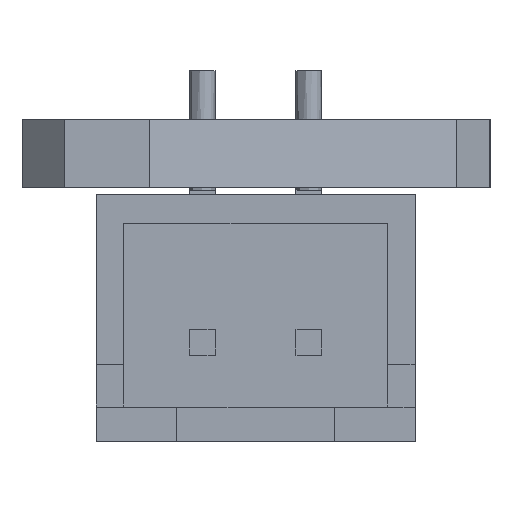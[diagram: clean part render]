
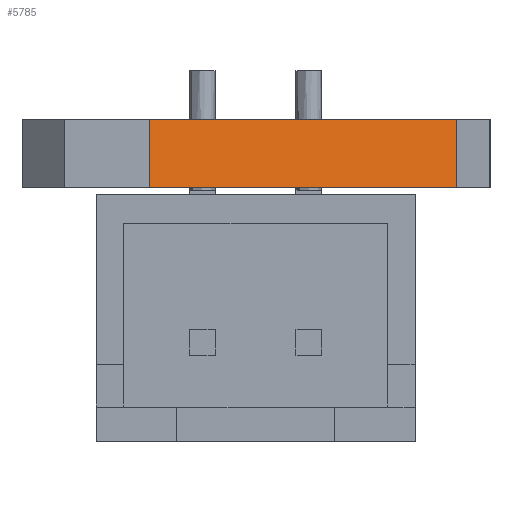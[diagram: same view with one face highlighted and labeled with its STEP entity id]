
A CAD part, left-side view. The second image highlights one B-rep face of the part: STEP entity #5785.
In plain terms, the highlighted planar face has unit normal (-0.925, -0.38, 0).
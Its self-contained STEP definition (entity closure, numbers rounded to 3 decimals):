
#3878 = PLANE('',#3879);
#3879 = AXIS2_PLACEMENT_3D('',#3880,#3881,#3882);
#3880 = CARTESIAN_POINT('',(168.09,-32.645,1.6));
#3881 = DIRECTION('',(0.,0.,1.));
#3882 = DIRECTION('',(1.,0.,-0.));
#3932 = PLANE('',#3933);
#3933 = AXIS2_PLACEMENT_3D('',#3934,#3935,#3936);
#3934 = CARTESIAN_POINT('',(168.09,-32.645,0.));
#3935 = DIRECTION('',(0.,0.,1.));
#3936 = DIRECTION('',(1.,0.,-0.));
#4063 = PLANE('',#4064);
#4064 = AXIS2_PLACEMENT_3D('',#4065,#4066,#4067);
#4065 = CARTESIAN_POINT('',(13.09,-28.145,0.));
#4066 = DIRECTION('',(1.,0.,-0.));
#4067 = DIRECTION('',(0.,-1.,0.));
#4102 = VERTEX_POINT('',#4103);
#4103 = CARTESIAN_POINT('',(13.09,-30.145,0.));
#4124 = EDGE_CURVE('',#4102,#4125,#4127,.T.);
#4125 = VERTEX_POINT('',#4126);
#4126 = CARTESIAN_POINT('',(16.06,-37.365,0.));
#4127 = SURFACE_CURVE('',#4128,(#4132,#4139),.PCURVE_S1.);
#4128 = LINE('',#4129,#4130);
#4129 = CARTESIAN_POINT('',(13.09,-30.145,0.));
#4130 = VECTOR('',#4131,1.);
#4131 = DIRECTION('',(0.38,-0.925,0.));
#4132 = PCURVE('',#3932,#4133);
#4133 = DEFINITIONAL_REPRESENTATION('',(#4134),#4138);
#4134 = LINE('',#4135,#4136);
#4135 = CARTESIAN_POINT('',(-155.,2.5));
#4136 = VECTOR('',#4137,1.);
#4137 = DIRECTION('',(0.38,-0.925));
#4138 = ( GEOMETRIC_REPRESENTATION_CONTEXT(2) 
PARAMETRIC_REPRESENTATION_CONTEXT() REPRESENTATION_CONTEXT('2D SPACE',''
  ) );
#4139 = PCURVE('',#4140,#4145);
#4140 = PLANE('',#4141);
#4141 = AXIS2_PLACEMENT_3D('',#4142,#4143,#4144);
#4142 = CARTESIAN_POINT('',(13.09,-30.145,0.));
#4143 = DIRECTION('',(0.925,0.38,-0.));
#4144 = DIRECTION('',(0.38,-0.925,0.));
#4145 = DEFINITIONAL_REPRESENTATION('',(#4146),#4150);
#4146 = LINE('',#4147,#4148);
#4147 = CARTESIAN_POINT('',(0.,0.));
#4148 = VECTOR('',#4149,1.);
#4149 = DIRECTION('',(1.,0.));
#4150 = ( GEOMETRIC_REPRESENTATION_CONTEXT(2) 
PARAMETRIC_REPRESENTATION_CONTEXT() REPRESENTATION_CONTEXT('2D SPACE',''
  ) );
#4168 = PLANE('',#4169);
#4169 = AXIS2_PLACEMENT_3D('',#4170,#4171,#4172);
#4170 = CARTESIAN_POINT('',(16.06,-37.365,0.));
#4171 = DIRECTION('',(0.604,0.797,-0.));
#4172 = DIRECTION('',(0.797,-0.604,0.));
#4974 = VERTEX_POINT('',#4975);
#4975 = CARTESIAN_POINT('',(13.09,-30.145,1.6));
#4996 = EDGE_CURVE('',#4974,#4997,#4999,.T.);
#4997 = VERTEX_POINT('',#4998);
#4998 = CARTESIAN_POINT('',(16.06,-37.365,1.6));
#4999 = SURFACE_CURVE('',#5000,(#5004,#5011),.PCURVE_S1.);
#5000 = LINE('',#5001,#5002);
#5001 = CARTESIAN_POINT('',(13.09,-30.145,1.6));
#5002 = VECTOR('',#5003,1.);
#5003 = DIRECTION('',(0.38,-0.925,0.));
#5004 = PCURVE('',#3878,#5005);
#5005 = DEFINITIONAL_REPRESENTATION('',(#5006),#5010);
#5006 = LINE('',#5007,#5008);
#5007 = CARTESIAN_POINT('',(-155.,2.5));
#5008 = VECTOR('',#5009,1.);
#5009 = DIRECTION('',(0.38,-0.925));
#5010 = ( GEOMETRIC_REPRESENTATION_CONTEXT(2) 
PARAMETRIC_REPRESENTATION_CONTEXT() REPRESENTATION_CONTEXT('2D SPACE',''
  ) );
#5011 = PCURVE('',#4140,#5012);
#5012 = DEFINITIONAL_REPRESENTATION('',(#5013),#5017);
#5013 = LINE('',#5014,#5015);
#5014 = CARTESIAN_POINT('',(0.,-1.6));
#5015 = VECTOR('',#5016,1.);
#5016 = DIRECTION('',(1.,0.));
#5017 = ( GEOMETRIC_REPRESENTATION_CONTEXT(2) 
PARAMETRIC_REPRESENTATION_CONTEXT() REPRESENTATION_CONTEXT('2D SPACE',''
  ) );
#5737 = EDGE_CURVE('',#4102,#4974,#5738,.T.);
#5738 = SURFACE_CURVE('',#5739,(#5743,#5750),.PCURVE_S1.);
#5739 = LINE('',#5740,#5741);
#5740 = CARTESIAN_POINT('',(13.09,-30.145,0.));
#5741 = VECTOR('',#5742,1.);
#5742 = DIRECTION('',(0.,0.,1.));
#5743 = PCURVE('',#4063,#5744);
#5744 = DEFINITIONAL_REPRESENTATION('',(#5745),#5749);
#5745 = LINE('',#5746,#5747);
#5746 = CARTESIAN_POINT('',(2.,0.));
#5747 = VECTOR('',#5748,1.);
#5748 = DIRECTION('',(0.,-1.));
#5749 = ( GEOMETRIC_REPRESENTATION_CONTEXT(2) 
PARAMETRIC_REPRESENTATION_CONTEXT() REPRESENTATION_CONTEXT('2D SPACE',''
  ) );
#5750 = PCURVE('',#4140,#5751);
#5751 = DEFINITIONAL_REPRESENTATION('',(#5752),#5756);
#5752 = LINE('',#5753,#5754);
#5753 = CARTESIAN_POINT('',(0.,0.));
#5754 = VECTOR('',#5755,1.);
#5755 = DIRECTION('',(0.,-1.));
#5756 = ( GEOMETRIC_REPRESENTATION_CONTEXT(2) 
PARAMETRIC_REPRESENTATION_CONTEXT() REPRESENTATION_CONTEXT('2D SPACE',''
  ) );
#5785 = ADVANCED_FACE('',(#5786),#4140,.F.);
#5786 = FACE_BOUND('',#5787,.F.);
#5787 = EDGE_LOOP('',(#5788,#5789,#5790,#5811));
#5788 = ORIENTED_EDGE('',*,*,#5737,.T.);
#5789 = ORIENTED_EDGE('',*,*,#4996,.T.);
#5790 = ORIENTED_EDGE('',*,*,#5791,.F.);
#5791 = EDGE_CURVE('',#4125,#4997,#5792,.T.);
#5792 = SURFACE_CURVE('',#5793,(#5797,#5804),.PCURVE_S1.);
#5793 = LINE('',#5794,#5795);
#5794 = CARTESIAN_POINT('',(16.06,-37.365,0.));
#5795 = VECTOR('',#5796,1.);
#5796 = DIRECTION('',(0.,0.,1.));
#5797 = PCURVE('',#4140,#5798);
#5798 = DEFINITIONAL_REPRESENTATION('',(#5799),#5803);
#5799 = LINE('',#5800,#5801);
#5800 = CARTESIAN_POINT('',(7.807,0.));
#5801 = VECTOR('',#5802,1.);
#5802 = DIRECTION('',(0.,-1.));
#5803 = ( GEOMETRIC_REPRESENTATION_CONTEXT(2) 
PARAMETRIC_REPRESENTATION_CONTEXT() REPRESENTATION_CONTEXT('2D SPACE',''
  ) );
#5804 = PCURVE('',#4168,#5805);
#5805 = DEFINITIONAL_REPRESENTATION('',(#5806),#5810);
#5806 = LINE('',#5807,#5808);
#5807 = CARTESIAN_POINT('',(0.,0.));
#5808 = VECTOR('',#5809,1.);
#5809 = DIRECTION('',(0.,-1.));
#5810 = ( GEOMETRIC_REPRESENTATION_CONTEXT(2) 
PARAMETRIC_REPRESENTATION_CONTEXT() REPRESENTATION_CONTEXT('2D SPACE',''
  ) );
#5811 = ORIENTED_EDGE('',*,*,#4124,.F.);
